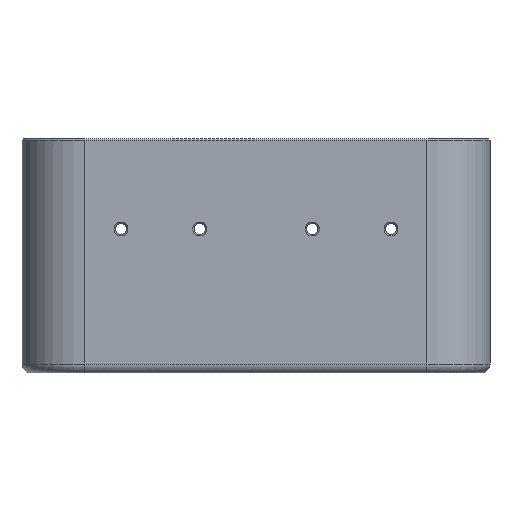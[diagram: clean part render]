
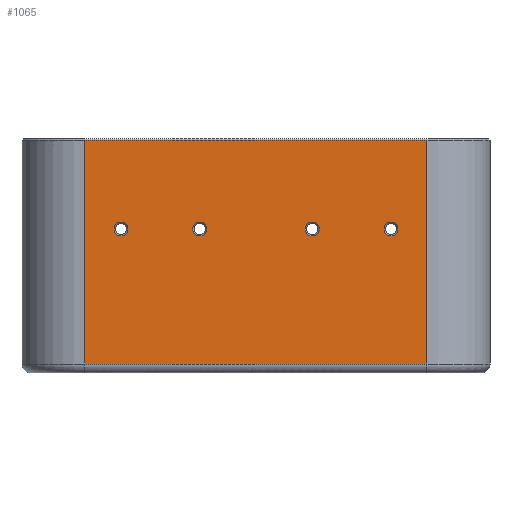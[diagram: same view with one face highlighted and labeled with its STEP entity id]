
A CAD part, front view. The second image highlights one B-rep face of the part: STEP entity #1065.
In plain terms, the highlighted planar face has unit normal (0, -1, 0).
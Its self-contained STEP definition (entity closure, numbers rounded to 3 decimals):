
#648 = VERTEX_POINT('',#649);
#649 = CARTESIAN_POINT('',(-63.1,-29.,60.));
#657 = EDGE_CURVE('',#648,#648,#658,.T.);
#658 = CIRCLE('',#659,3.1);
#659 = AXIS2_PLACEMENT_3D('',#660,#661,#662);
#660 = CARTESIAN_POINT('',(-60.,-29.,60.));
#661 = DIRECTION('',(0.,1.,-0.));
#662 = DIRECTION('',(-1.,0.,0.));
#793 = VERTEX_POINT('',#794);
#794 = CARTESIAN_POINT('',(-76.,-29.,99.4));
#818 = VERTEX_POINT('',#819);
#819 = CARTESIAN_POINT('',(76.,-29.,99.4));
#827 = EDGE_CURVE('',#818,#793,#828,.T.);
#828 = LINE('',#829,#830);
#829 = CARTESIAN_POINT('',(76.,-29.,99.4));
#830 = VECTOR('',#831,1.);
#831 = DIRECTION('',(-1.,0.,0.));
#995 = VERTEX_POINT('',#996);
#996 = CARTESIAN_POINT('',(-28.1,-29.,60.));
#1004 = EDGE_CURVE('',#995,#995,#1005,.T.);
#1005 = CIRCLE('',#1006,3.1);
#1006 = AXIS2_PLACEMENT_3D('',#1007,#1008,#1009);
#1007 = CARTESIAN_POINT('',(-25.,-29.,60.));
#1008 = DIRECTION('',(0.,1.,-0.));
#1009 = DIRECTION('',(-1.,0.,0.));
#1020 = VERTEX_POINT('',#1021);
#1021 = CARTESIAN_POINT('',(21.9,-29.,60.));
#1029 = EDGE_CURVE('',#1020,#1020,#1030,.T.);
#1030 = CIRCLE('',#1031,3.1);
#1031 = AXIS2_PLACEMENT_3D('',#1032,#1033,#1034);
#1032 = CARTESIAN_POINT('',(25.,-29.,60.));
#1033 = DIRECTION('',(0.,1.,-0.));
#1034 = DIRECTION('',(-1.,0.,0.));
#1045 = VERTEX_POINT('',#1046);
#1046 = CARTESIAN_POINT('',(56.9,-29.,60.));
#1054 = EDGE_CURVE('',#1045,#1045,#1055,.T.);
#1055 = CIRCLE('',#1056,3.1);
#1056 = AXIS2_PLACEMENT_3D('',#1057,#1058,#1059);
#1057 = CARTESIAN_POINT('',(60.,-29.,60.));
#1058 = DIRECTION('',(0.,1.,-0.));
#1059 = DIRECTION('',(-1.,0.,0.));
#1065 = ADVANCED_FACE('',(#1066,#1069,#1094,#1097,#1100),#1103,.T.);
#1066 = FACE_BOUND('',#1067,.T.);
#1067 = EDGE_LOOP('',(#1068));
#1068 = ORIENTED_EDGE('',*,*,#657,.T.);
#1069 = FACE_BOUND('',#1070,.T.);
#1070 = EDGE_LOOP('',(#1071,#1079,#1087,#1093));
#1071 = ORIENTED_EDGE('',*,*,#1072,.F.);
#1072 = EDGE_CURVE('',#1073,#793,#1075,.T.);
#1073 = VERTEX_POINT('',#1074);
#1074 = CARTESIAN_POINT('',(-76.,-29.,0.));
#1075 = LINE('',#1076,#1077);
#1076 = CARTESIAN_POINT('',(-76.,-29.,0.));
#1077 = VECTOR('',#1078,1.);
#1078 = DIRECTION('',(0.,0.,1.));
#1079 = ORIENTED_EDGE('',*,*,#1080,.F.);
#1080 = EDGE_CURVE('',#1081,#1073,#1083,.T.);
#1081 = VERTEX_POINT('',#1082);
#1082 = CARTESIAN_POINT('',(76.,-29.,0.));
#1083 = LINE('',#1084,#1085);
#1084 = CARTESIAN_POINT('',(76.,-29.,0.));
#1085 = VECTOR('',#1086,1.);
#1086 = DIRECTION('',(-1.,0.,0.));
#1087 = ORIENTED_EDGE('',*,*,#1088,.T.);
#1088 = EDGE_CURVE('',#1081,#818,#1089,.T.);
#1089 = LINE('',#1090,#1091);
#1090 = CARTESIAN_POINT('',(76.,-29.,0.));
#1091 = VECTOR('',#1092,1.);
#1092 = DIRECTION('',(0.,0.,1.));
#1093 = ORIENTED_EDGE('',*,*,#827,.T.);
#1094 = FACE_BOUND('',#1095,.T.);
#1095 = EDGE_LOOP('',(#1096));
#1096 = ORIENTED_EDGE('',*,*,#1004,.T.);
#1097 = FACE_BOUND('',#1098,.T.);
#1098 = EDGE_LOOP('',(#1099));
#1099 = ORIENTED_EDGE('',*,*,#1029,.T.);
#1100 = FACE_BOUND('',#1101,.T.);
#1101 = EDGE_LOOP('',(#1102));
#1102 = ORIENTED_EDGE('',*,*,#1054,.T.);
#1103 = PLANE('',#1104);
#1104 = AXIS2_PLACEMENT_3D('',#1105,#1106,#1107);
#1105 = CARTESIAN_POINT('',(76.,-29.,0.));
#1106 = DIRECTION('',(0.,-1.,0.));
#1107 = DIRECTION('',(-1.,0.,0.));
